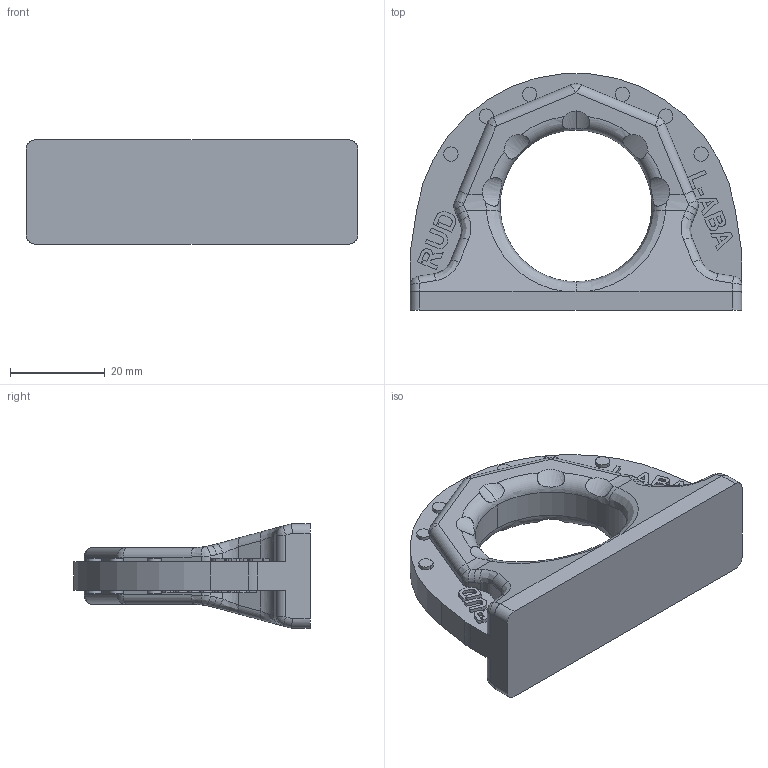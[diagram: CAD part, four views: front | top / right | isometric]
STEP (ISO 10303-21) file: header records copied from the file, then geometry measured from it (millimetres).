
FILE_DESCRIPTION((''),'2;1');
FILE_NAME('001-M35648-P-1','2018-04-05T',('Anja.Joas'),(''),'PRO/ENGINEER BY PARAMETRIC TECHNOLOGY CORPORATION, 2011490','PRO/ENGINEER BY PARAMETRIC TECHNOLOGY CORPORATION, 2011490','');
FILE_SCHEMA(('CONFIG_CONTROL_DESIGN'));
Length unit declared in the file: millimetre
Products named in the file (1): 001-M35648-P-1
Bounding box: 70 x 49.88 x 22 mm (x, y, z)
Volume: 27349.7 mm3; surface area: 9176.8 mm2
Topology: 1 solids, 1 shells, 446 faces, 1185 edges, 767 vertices
Faces by surface type: plane 177, extrusion 147, cylinder 82, bspline 34, sphere 4, torus 2
Entity records: 16122 total; most frequent: CARTESIAN_POINT 5695, ORIENTED_EDGE 2370, DIRECTION 1684, EDGE_CURVE 1185, VECTOR 790, VERTEX_POINT 767, LINE 643, B_SPLINE_CURVE_WITH_KNOTS 507
